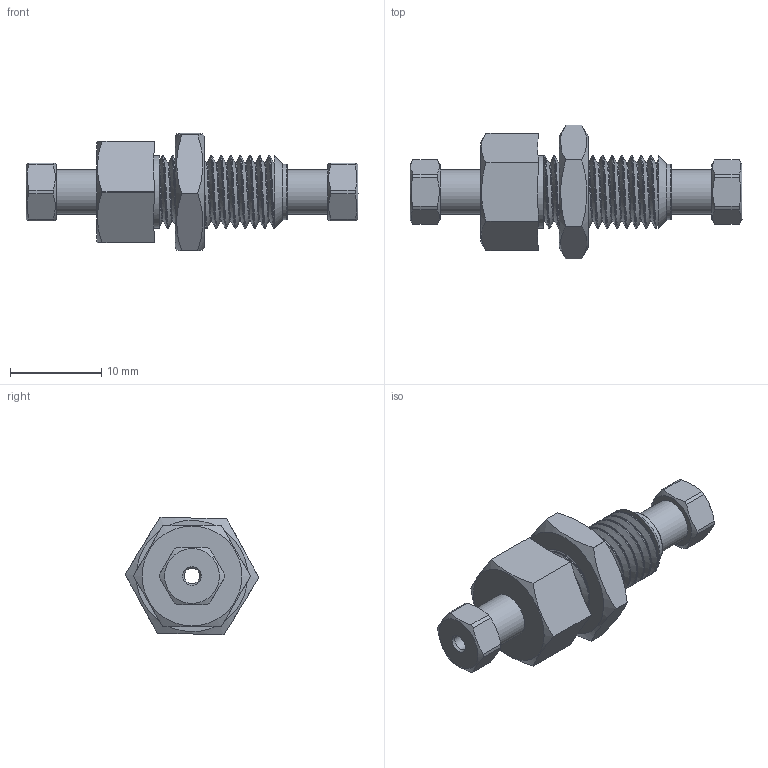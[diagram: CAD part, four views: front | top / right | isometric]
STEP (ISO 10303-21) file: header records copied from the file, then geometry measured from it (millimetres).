
FILE_DESCRIPTION((''),'2;1');
FILE_NAME('305205-ZBU1T Bulkhead internal union.stp','2013-08-23T14:26:51',('Franzp'),(''),'Autodesk Inventor 2013','Autodesk Inventor 2013','');
FILE_SCHEMA(('AUTOMOTIVE_DESIGN { 1 0 10303 214 1 1 1 1 }'));
Length unit declared in the file: millimetre
Products named in the file (3): 3152a05; 315205; 310537
Assembly tree (2 placements, depth 2):
  3152a05
    315205
    310537
Bounding box: 36.37 x 14.66 x 12.87 mm (x, y, z)
Volume: 304.9 mm3; surface area: 2473.5 mm2
Topology: 1 solids, 6 shells, 84 faces, 241 edges, 157 vertices
Faces by surface type: plane 35, cylinder 27, cone 15, bspline 6, torus 1
Full cylindrical faces by diameter (mm): 1.727 x2, 4.826 x2, 6.1 x1, 6.368 x2, 6.782 x1, 7.938 x1
Entity records: 7307 total; most frequent: CARTESIAN_POINT 5263, DIRECTION 390, ORIENTED_EDGE 362, EDGE_CURVE 203, AXIS2_PLACEMENT_3D 171, VERTEX_POINT 144, EDGE_LOOP 120, CIRCLE 88
